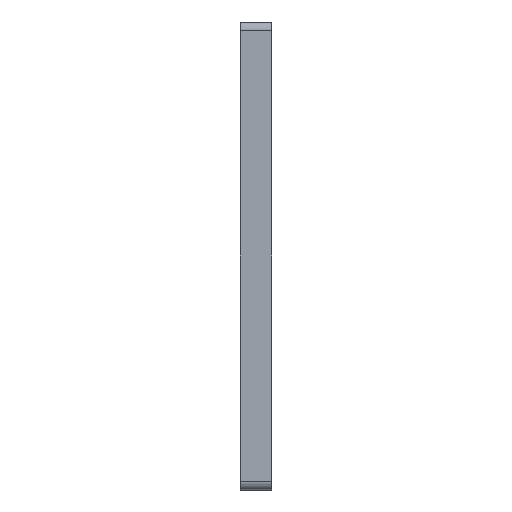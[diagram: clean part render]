
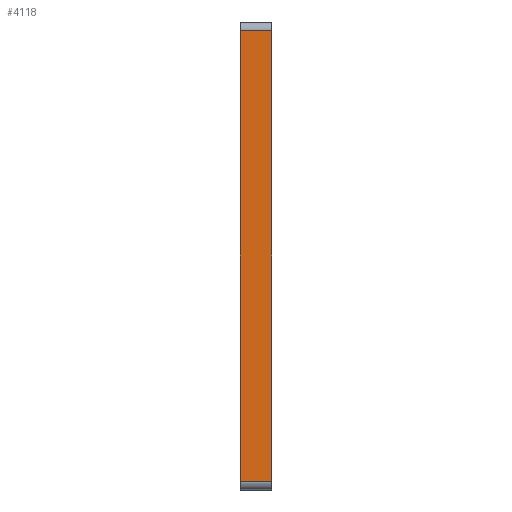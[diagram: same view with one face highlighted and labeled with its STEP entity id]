
A CAD part, left-side view. The second image highlights one B-rep face of the part: STEP entity #4118.
In plain terms, the highlighted planar face has unit normal (-1, 0, 0).
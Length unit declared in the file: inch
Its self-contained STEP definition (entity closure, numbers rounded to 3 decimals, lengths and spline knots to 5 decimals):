
#39 = ORIENTED_EDGE ( 'NONE', *, *, #750, .F. ) ;
#147 = DIRECTION ( 'NONE',  ( 1., 0., 0. ) ) ;
#233 = VECTOR ( 'NONE', #2402, 39.37008 ) ;
#309 = DIRECTION ( 'NONE',  ( 0., -1., 0. ) ) ;
#325 = VERTEX_POINT ( 'NONE', #3493 ) ;
#530 = FACE_OUTER_BOUND ( 'NONE', #3538, .T. ) ;
#630 = CARTESIAN_POINT ( 'NONE',  ( -0.66, 0.09, 0.66 ) ) ;
#633 = CARTESIAN_POINT ( 'NONE',  ( -0.66, 0., 0.66 ) ) ;
#750 = EDGE_CURVE ( 'NONE', #1590, #325, #2239, .T. ) ;
#1536 = CARTESIAN_POINT ( 'NONE',  ( -0.66, 0., -0.635 ) ) ;
#1550 = VECTOR ( 'NONE', #1669, 39.37008 ) ;
#1590 = VERTEX_POINT ( 'NONE', #2055 ) ;
#1662 = EDGE_CURVE ( 'NONE', #2119, #3030, #2896, .T. ) ;
#1669 = DIRECTION ( 'NONE',  ( 0., 1., 0. ) ) ;
#1908 = PLANE ( 'NONE',  #3752 ) ;
#2031 = CARTESIAN_POINT ( 'NONE',  ( -0.66, 0.09, 0.635 ) ) ;
#2055 = CARTESIAN_POINT ( 'NONE',  ( -0.66, 0.09, -0.635 ) ) ;
#2119 = VERTEX_POINT ( 'NONE', #1536 ) ;
#2239 = LINE ( 'NONE', #630, #233 ) ;
#2273 = CARTESIAN_POINT ( 'NONE',  ( -0.66, 0.09, 0.66 ) ) ;
#2402 = DIRECTION ( 'NONE',  ( 0., 0., 1. ) ) ;
#2432 = EDGE_CURVE ( 'NONE', #1590, #2119, #3610, .T. ) ;
#2493 = LINE ( 'NONE', #2031, #1550 ) ;
#2507 = ORIENTED_EDGE ( 'NONE', *, *, #2432, .T. ) ;
#2626 = DIRECTION ( 'NONE',  ( 0., 0., -1. ) ) ;
#2896 = LINE ( 'NONE', #633, #3669 ) ;
#2987 = EDGE_CURVE ( 'NONE', #3030, #325, #2493, .T. ) ;
#3030 = VERTEX_POINT ( 'NONE', #3084 ) ;
#3084 = CARTESIAN_POINT ( 'NONE',  ( -0.66, 0., 0.635 ) ) ;
#3369 = ORIENTED_EDGE ( 'NONE', *, *, #2987, .T. ) ;
#3423 = DIRECTION ( 'NONE',  ( 0., 0., 1. ) ) ;
#3493 = CARTESIAN_POINT ( 'NONE',  ( -0.66, 0.09, 0.635 ) ) ;
#3538 = EDGE_LOOP ( 'NONE', ( #3710, #3369, #39, #2507 ) ) ;
#3610 = LINE ( 'NONE', #4126, #3713 ) ;
#3669 = VECTOR ( 'NONE', #3423, 39.37008 ) ;
#3710 = ORIENTED_EDGE ( 'NONE', *, *, #1662, .T. ) ;
#3713 = VECTOR ( 'NONE', #309, 39.37008 ) ;
#3752 = AXIS2_PLACEMENT_3D ( 'NONE', #2273, #147, #2626 ) ;
#4118 = ADVANCED_FACE ( 'NONE', ( #530 ), #1908, .F. ) ;
#4126 = CARTESIAN_POINT ( 'NONE',  ( -0.66, 0.09, -0.635 ) ) ;
